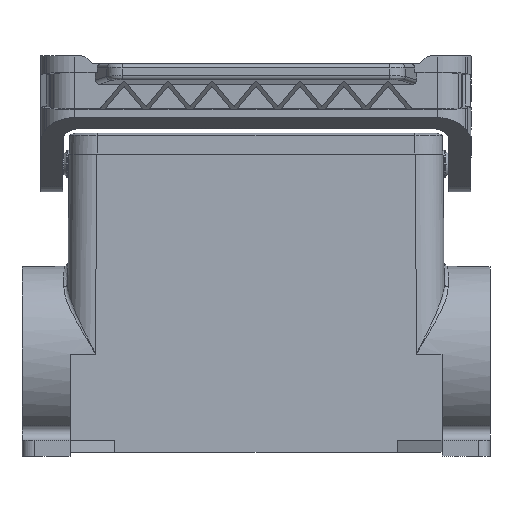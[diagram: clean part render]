
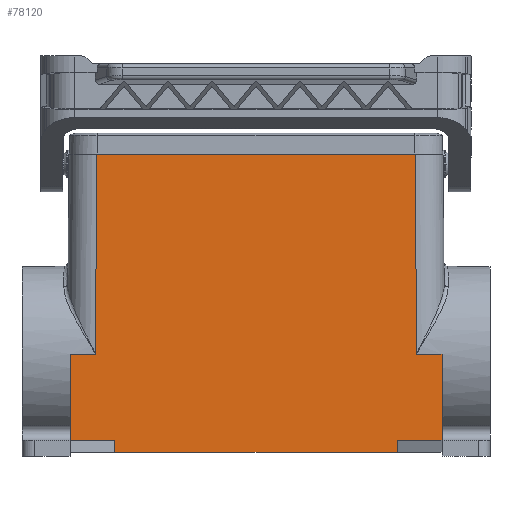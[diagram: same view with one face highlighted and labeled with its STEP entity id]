
A CAD part, front view. The second image highlights one B-rep face of the part: STEP entity #78120.
In plain terms, the highlighted face is planar.
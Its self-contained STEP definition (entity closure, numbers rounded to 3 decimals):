
#730=CARTESIAN_POINT('',(33.384,62.14,
24.691));
#740=VERTEX_POINT('',#730);
#3660=CARTESIAN_POINT('',(33.169,62.355,
0.061));
#3670=DIRECTION('',(0.009,-0.009,
1.));
#3680=VECTOR('',#3670,1.);
#3690=LINE('',#3660,#3680);
#3700=CARTESIAN_POINT('',(33.382,62.141,24.5));
#3710=VERTEX_POINT('',#3700);
#3720=EDGE_CURVE('',#3710,#740,#3690,.T.);
#22930=CARTESIAN_POINT('',(33.818,61.705,74.5));
#22940=VERTEX_POINT('',#22930);
#22990=EDGE_CURVE('',#740,#22940,#3690,.T.);
#28020=CARTESIAN_POINT('',(38.067,62.355,0.));
#28030=DIRECTION('',(-0.015,0.009,
-1.));
#28040=VECTOR('',#28030,1.);
#28050=LINE('',#28020,#28040);
#28060=CARTESIAN_POINT('',(38.112,62.329,3.));
#28070=VERTEX_POINT('',#28060);
#28080=CARTESIAN_POINT('',(38.067,62.355,
0.));
#28090=VERTEX_POINT('',#28080);
#28100=EDGE_CURVE('',#28070,#28090,#28050,.T.);
#34780=CARTESIAN_POINT('',(0.,62.141,24.5));
#34790=DIRECTION('',(-1.,0.,0.));
#34800=VECTOR('',#34790,1.);
#34810=LINE('',#34780,#34800);
#34820=CARTESIAN_POINT('',(27.069,62.141,24.5));
#34830=VERTEX_POINT('',#34820);
#34840=EDGE_CURVE('',#3710,#34830,#34810,.T.);
#35190=CARTESIAN_POINT('',(0.,62.329,3.));
#35200=DIRECTION('',(1.,0.,0.));
#35210=VECTOR('',#35200,1.);
#35220=LINE('',#35190,#35210);
#35230=CARTESIAN_POINT('',(27.069,62.329,3.));
#35240=VERTEX_POINT('',#35230);
#35250=EDGE_CURVE('',#35240,#28070,#35220,.T.);
#38090=CARTESIAN_POINT('',(27.069,62.355,0.));
#38100=DIRECTION('',(0.,0.009,-1.));
#38110=VECTOR('',#38100,1.);
#38120=LINE('',#38090,#38110);
#38130=EDGE_CURVE('',#34830,#35240,#38120,.T.);
#48210=CARTESIAN_POINT('',(0.,61.705,74.5));
#48220=DIRECTION('',(-1.,0.,0.));
#48230=VECTOR('',#48220,1.);
#48240=LINE('',#48210,#48230);
#48250=CARTESIAN_POINT('',(113.319,61.705,74.5));
#48260=VERTEX_POINT('',#48250);
#48270=EDGE_CURVE('',#48260,#22940,#48240,.T.);
#77170=CARTESIAN_POINT('',(113.755,62.141,24.5));
#77180=VERTEX_POINT('',#77170);
#77370=CARTESIAN_POINT('',(113.754,62.14,
24.691));
#77380=VERTEX_POINT('',#77370);
#77410=CARTESIAN_POINT('',(113.968,62.355,
0.061));
#77420=DIRECTION('',(-0.009,-0.009,
1.));
#77430=VECTOR('',#77420,1.);
#77440=LINE('',#77410,#77430);
#77450=EDGE_CURVE('',#77180,#77380,#77440,.T.);
#77570=CARTESIAN_POINT('',(120.319,62.355,
0.003));
#77580=DIRECTION('',(-0.,-1.,-0.009));
#77590=DIRECTION('',(-1.,0.,0.));
#77600=AXIS2_PLACEMENT_3D('',#77570,#77580,#77590);
#77610=PLANE('',#77600);
#77620=CARTESIAN_POINT('',(0.,62.141,24.5));
#77630=DIRECTION('',(1.,0.,0.));
#77640=VECTOR('',#77630,1.);
#77650=LINE('',#77620,#77640);
#77660=CARTESIAN_POINT('',(120.069,62.141,24.5));
#77670=VERTEX_POINT('',#77660);
#77680=EDGE_CURVE('',#77180,#77670,#77650,.T.);
#77690=ORIENTED_EDGE('',*,*,#77680,.T.);
#77700=ORIENTED_EDGE('',*,*,#77450,.F.);
#77710=EDGE_CURVE('',#77380,#48260,#77440,.T.);
#77720=ORIENTED_EDGE('',*,*,#77710,.F.);
#77730=ORIENTED_EDGE('',*,*,#48270,.F.);
#77740=ORIENTED_EDGE('',*,*,#22990,.T.);
#77750=ORIENTED_EDGE('',*,*,#3720,.T.);
#77760=ORIENTED_EDGE('',*,*,#34840,.F.);
#77770=ORIENTED_EDGE('',*,*,#38130,.F.);
#77780=ORIENTED_EDGE('',*,*,#35250,.F.);
#77790=ORIENTED_EDGE('',*,*,#28100,.F.);
#77800=CARTESIAN_POINT('',(0.,62.355,0.));
#77810=DIRECTION('',(1.,0.,0.));
#77820=VECTOR('',#77810,1.);
#77830=LINE('',#77800,#77820);
#77840=CARTESIAN_POINT('',(109.07,62.355,
0.));
#77850=VERTEX_POINT('',#77840);
#77860=EDGE_CURVE('',#28090,#77850,#77830,.T.);
#77870=ORIENTED_EDGE('',*,*,#77860,.F.);
#77880=CARTESIAN_POINT('',(109.07,62.355,
0.));
#77890=DIRECTION('',(0.015,0.009,
-1.));
#77900=VECTOR('',#77890,1.);
#77910=LINE('',#77880,#77900);
#77920=CARTESIAN_POINT('',(109.025,62.329,
3.));
#77930=VERTEX_POINT('',#77920);
#77940=EDGE_CURVE('',#77930,#77850,#77910,.T.);
#77950=ORIENTED_EDGE('',*,*,#77940,.T.);
#77960=CARTESIAN_POINT('',(0.,62.329,3.));
#77970=DIRECTION('',(-1.,0.,0.));
#77980=VECTOR('',#77970,1.);
#77990=LINE('',#77960,#77980);
#78000=CARTESIAN_POINT('',(120.069,62.329,3.)
);
#78010=VERTEX_POINT('',#78000);
#78020=EDGE_CURVE('',#78010,#77930,#77990,.T.);
#78030=ORIENTED_EDGE('',*,*,#78020,.T.);
#78040=CARTESIAN_POINT('',(120.069,62.355,0.));
#78050=DIRECTION('',(0.,0.009,-1.));
#78060=VECTOR('',#78050,1.);
#78070=LINE('',#78040,#78060);
#78080=EDGE_CURVE('',#77670,#78010,#78070,.T.);
#78090=ORIENTED_EDGE('',*,*,#78080,.T.);
#78100=EDGE_LOOP('',(#78090,#78030,#77950,#77870,#77790,#77780,#77770,
#77760,#77750,#77740,#77730,#77720,#77700,#77690));
#78110=FACE_OUTER_BOUND('',#78100,.T.);
#78120=ADVANCED_FACE('',(#78110),#77610,.F.);
